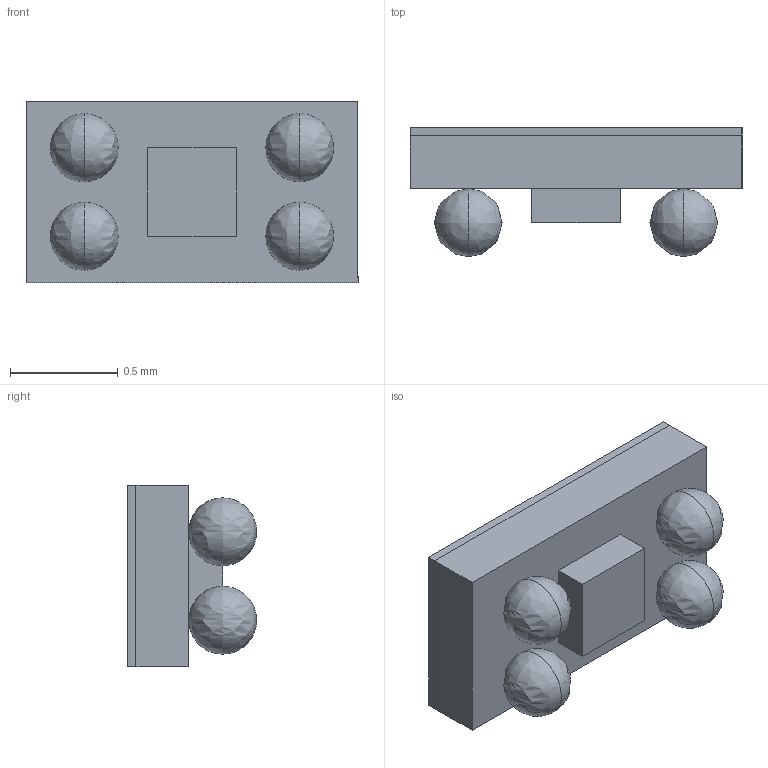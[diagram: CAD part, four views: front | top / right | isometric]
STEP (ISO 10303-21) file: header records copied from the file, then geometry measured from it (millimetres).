
FILE_DESCRIPTION (( 'STEP AP214' ), '1' );
FILE_NAME ('ASTMTXK.STEP', '2018-03-14T22:56:56', ( '' ), ( '' ), 'SwSTEP 2.0', 'SolidWorks 2014', '' );
FILE_SCHEMA (( 'AUTOMOTIVE_DESIGN' ));
Length unit declared in the file: inch
Products named in the file (1): ASTMTXK
Bounding box: 1.54 x 0.6 x 0.84 mm (x, y, z)
Volume: 0.5 mm3; surface area: 8 mm2
Topology: 6 solids, 6 shells, 34 faces, 141 edges, 113 vertices
Faces by surface type: plane 26, bspline 8
Entity records: 1910 total; most frequent: CARTESIAN_POINT 645, ORIENTED_EDGE 250, EDGE_CURVE 125, VERTEX_POINT 113, DIRECTION 106, B_SPLINE_CURVE_WITH_KNOTS 81, EDGE_LOOP 44, VECTOR 36
